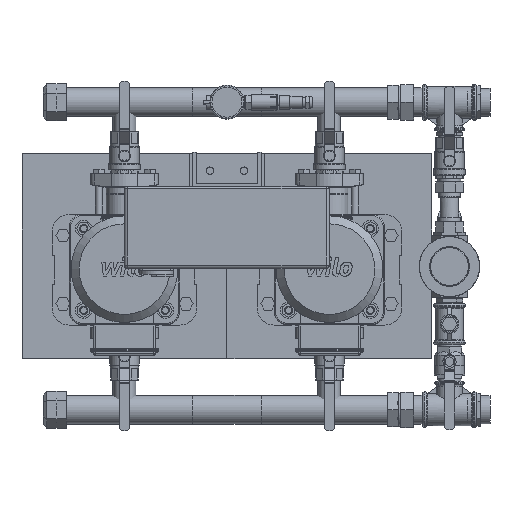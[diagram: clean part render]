
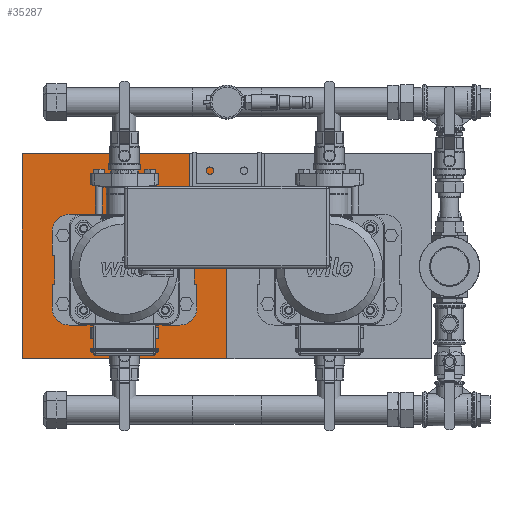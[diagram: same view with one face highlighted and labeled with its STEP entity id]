
A CAD part, top view. The second image highlights one B-rep face of the part: STEP entity #35287.
In plain terms, the highlighted planar face has unit normal (0, 0, 1).
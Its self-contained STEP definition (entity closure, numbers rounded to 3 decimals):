
#3559=FACE_OUTER_BOUND('',#5868,.T.);
#5868=EDGE_LOOP('',(#23682,#23683,#23684,#23685));
#8685=LINE('',#52402,#11887);
#8706=LINE('',#52444,#11908);
#8708=LINE('',#52448,#11910);
#8709=LINE('',#52449,#11911);
#11887=VECTOR('',#41540,1.);
#11908=VECTOR('',#41571,10.);
#11910=VECTOR('',#41575,10.);
#11911=VECTOR('',#41576,10.);
#15089=VERTEX_POINT('',#52400);
#15090=VERTEX_POINT('',#52401);
#15106=VERTEX_POINT('',#52443);
#15107=VERTEX_POINT('',#52447);
#18547=EDGE_CURVE('',#15089,#15090,#8685,.T.);
#18568=EDGE_CURVE('',#15106,#15090,#8706,.T.);
#18570=EDGE_CURVE('',#15107,#15089,#8708,.T.);
#18571=EDGE_CURVE('',#15107,#15106,#8709,.T.);
#23682=ORIENTED_EDGE('',*,*,#18547,.F.);
#23683=ORIENTED_EDGE('',*,*,#18570,.F.);
#23684=ORIENTED_EDGE('',*,*,#18571,.T.);
#23685=ORIENTED_EDGE('',*,*,#18568,.T.);
#33862=PLANE('',#37713);
#35287=ADVANCED_FACE('',(#3559),#33862,.T.);
#37713=AXIS2_PLACEMENT_3D('',#52446,#41573,#41574);
#41540=DIRECTION('',(0.,-1.,0.));
#41571=DIRECTION('',(1.,0.,0.));
#41573=DIRECTION('center_axis',(0.,0.,1.));
#41574=DIRECTION('ref_axis',(0.,-1.,0.));
#41575=DIRECTION('',(1.,0.,0.));
#41576=DIRECTION('',(0.,-1.,0.));
#52400=CARTESIAN_POINT('',(300.,150.,50.));
#52401=CARTESIAN_POINT('',(300.,-150.,50.));
#52402=CARTESIAN_POINT('',(300.,0.,50.));
#52443=CARTESIAN_POINT('',(0.,-150.,50.));
#52444=CARTESIAN_POINT('',(300.,-150.,50.));
#52446=CARTESIAN_POINT('Origin',(300.,0.,50.));
#52447=CARTESIAN_POINT('',(0.,150.,50.));
#52448=CARTESIAN_POINT('',(300.,150.,50.));
#52449=CARTESIAN_POINT('',(0.,0.,50.));
